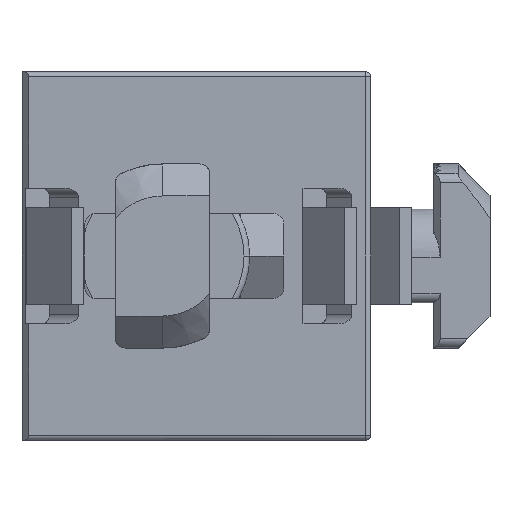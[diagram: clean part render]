
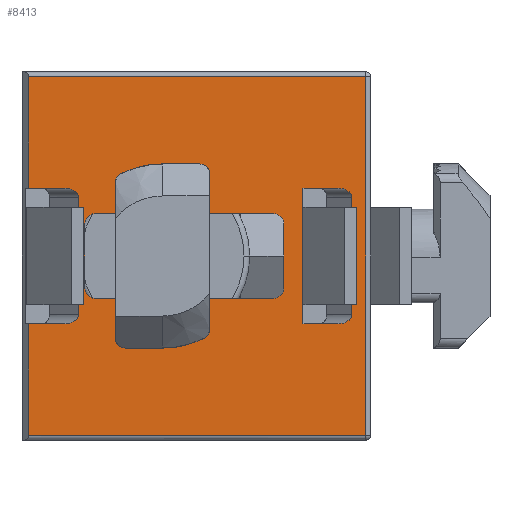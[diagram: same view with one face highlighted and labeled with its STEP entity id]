
A CAD part, front view. The second image highlights one B-rep face of the part: STEP entity #8413.
In plain terms, the highlighted planar face has unit normal (0, -1, 0).
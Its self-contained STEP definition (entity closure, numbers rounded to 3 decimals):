
#2114=DIRECTION('',(0.,0.,1.));
#2115=VECTOR('',#2114,11.5);
#2116=CARTESIAN_POINT('',(-35.3,0.,7.));
#2117=LINE('',#2116,#2115);
#2121=DIRECTION('',(0.,0.,1.));
#2122=VECTOR('',#2121,11.5);
#2123=CARTESIAN_POINT('',(-35.3,0.,-18.5));
#2124=LINE('',#2123,#2122);
#2138=DIRECTION('',(-1.,0.,0.));
#2139=VECTOR('',#2138,3.695);
#2140=CARTESIAN_POINT('',(-31.605,0.,-7.));
#2141=LINE('',#2140,#2139);
#2145=CARTESIAN_POINT('',(-30.138,0.,-6.));
#2146=CARTESIAN_POINT('',(-30.138,0.,-6.103));
#2147=CARTESIAN_POINT('',(-30.18,0.,-6.267));
#2148=CARTESIAN_POINT('',(-30.332,0.,-6.526));
#2149=CARTESIAN_POINT('',(-30.61,0.,-6.761));
#2150=CARTESIAN_POINT('',(-31.043,0.,-6.945));
#2151=CARTESIAN_POINT('',(-31.399,0.,-7.));
#2152=CARTESIAN_POINT('',(-31.605,0.,-7.));
#2157=DIRECTION('',(0.,0.,-1.));
#2158=VECTOR('',#2157,12.);
#2159=CARTESIAN_POINT('',(-30.138,0.,6.));
#2160=LINE('',#2159,#2158);
#2164=DIRECTION('',(0.,0.,-1.));
#2165=VECTOR('',#2164,12.);
#2166=CARTESIAN_POINT('',(-1.945,0.,6.));
#2167=LINE('',#2166,#2165);
#2171=DIRECTION('',(-1.,0.,0.));
#2172=VECTOR('',#2171,3.589);
#2173=CARTESIAN_POINT('',(-3.411,0.,-7.));
#2174=LINE('',#2173,#2172);
#2178=CARTESIAN_POINT('',(-1.945,0.,-6.));
#2179=CARTESIAN_POINT('',(-1.945,0.,-6.103));
#2180=CARTESIAN_POINT('',(-1.986,0.,-6.267));
#2181=CARTESIAN_POINT('',(-2.138,0.,-6.526));
#2182=CARTESIAN_POINT('',(-2.417,0.,-6.761));
#2183=CARTESIAN_POINT('',(-2.849,0.,-6.945));
#2184=CARTESIAN_POINT('',(-3.206,0.,-7.));
#2185=CARTESIAN_POINT('',(-3.411,0.,-7.));
#2190=DIRECTION('',(0.,0.,-1.));
#2191=VECTOR('',#2190,6.7);
#2192=CARTESIAN_POINT('',(-9.,0.,3.35));
#2193=LINE('',#2192,#2191);
#2197=CARTESIAN_POINT('',(-10.,0.,3.35));
#2198=DIRECTION('',(0.,1.,0.));
#2199=DIRECTION('',(0.,0.,1.));
#2200=AXIS2_PLACEMENT_3D('',#2197,#2198,#2199);
#2205=CARTESIAN_POINT('',(-28.5,0.,3.35));
#2206=DIRECTION('',(0.,1.,0.));
#2207=DIRECTION('',(-1.,0.,0.));
#2208=AXIS2_PLACEMENT_3D('',#2205,#2206,#2207);
#2213=CARTESIAN_POINT('',(-28.5,0.,-3.35));
#2214=DIRECTION('',(0.,1.,0.));
#2215=DIRECTION('',(0.,0.,-1.));
#2216=AXIS2_PLACEMENT_3D('',#2213,#2214,#2215);
#2221=DIRECTION('',(-1.,0.,0.));
#2222=VECTOR('',#2221,18.5);
#2223=CARTESIAN_POINT('',(-10.,0.,-4.35));
#2224=LINE('',#2223,#2222);
#2228=CARTESIAN_POINT('',(-10.,0.,-3.35));
#2229=DIRECTION('',(0.,1.,0.));
#2230=DIRECTION('',(1.,0.,0.));
#2231=AXIS2_PLACEMENT_3D('',#2228,#2229,#2230);
#2236=DIRECTION('',(0.,0.,-1.));
#2237=VECTOR('',#2236,37.);
#2238=CARTESIAN_POINT('',(-0.5,0.,18.5));
#2239=LINE('',#2238,#2237);
#2274=CARTESIAN_POINT('',(-35.3,0.,-18.5));
#2284=DIRECTION('',(-1.,0.,0.));
#2285=VECTOR('',#2284,34.8);
#2286=CARTESIAN_POINT('',(-0.5,0.,-18.5));
#2287=LINE('',#2286,#2285);
#2681=DIRECTION('',(1.,0.,0.));
#2682=VECTOR('',#2681,34.8);
#2683=CARTESIAN_POINT('',(-35.3,0.,18.5));
#2684=LINE('',#2683,#2682);
#3663=DIRECTION('',(-1.,0.,0.));
#3664=VECTOR('',#3663,3.695);
#3665=CARTESIAN_POINT('',(-31.605,0.,7.));
#3666=LINE('',#3665,#3664);
#3677=CARTESIAN_POINT('',(-30.138,0.,6.));
#3678=CARTESIAN_POINT('',(-30.138,0.,6.103));
#3679=CARTESIAN_POINT('',(-30.18,0.,6.267));
#3680=CARTESIAN_POINT('',(-30.332,0.,6.526));
#3681=CARTESIAN_POINT('',(-30.61,0.,6.761));
#3682=CARTESIAN_POINT('',(-31.043,0.,6.945));
#3683=CARTESIAN_POINT('',(-31.399,0.,7.));
#3684=CARTESIAN_POINT('',(-31.605,0.,7.));
#3823=DIRECTION('',(0.,0.,-1.));
#3824=VECTOR('',#3823,1.975);
#3825=CARTESIAN_POINT('',(-7.,0.,-5.025));
#3826=LINE('',#3825,#3824);
#3830=DIRECTION('',(0.,0.,-1.));
#3831=VECTOR('',#3830,1.975);
#3832=CARTESIAN_POINT('',(-7.,0.,7.));
#3833=LINE('',#3832,#3831);
#3897=DIRECTION('',(0.,0.,-1.));
#3898=VECTOR('',#3897,10.05);
#3899=CARTESIAN_POINT('',(-7.,0.,5.025));
#3900=LINE('',#3899,#3898);
#3960=DIRECTION('',(-1.,0.,0.));
#3961=VECTOR('',#3960,3.589);
#3962=CARTESIAN_POINT('',(-3.411,0.,7.));
#3963=LINE('',#3962,#3961);
#3974=CARTESIAN_POINT('',(-1.945,0.,6.));
#3975=CARTESIAN_POINT('',(-1.945,0.,6.103));
#3976=CARTESIAN_POINT('',(-1.986,0.,6.267));
#3977=CARTESIAN_POINT('',(-2.138,0.,6.526));
#3978=CARTESIAN_POINT('',(-2.417,0.,6.761));
#3979=CARTESIAN_POINT('',(-2.849,0.,6.945));
#3980=CARTESIAN_POINT('',(-3.206,0.,7.));
#3981=CARTESIAN_POINT('',(-3.411,0.,7.));
#4046=DIRECTION('',(0.,0.,-1.));
#4047=VECTOR('',#4046,6.7);
#4048=CARTESIAN_POINT('',(-29.5,0.,3.35));
#4049=LINE('',#4048,#4047);
#4067=DIRECTION('',(-1.,0.,0.));
#4068=VECTOR('',#4067,18.5);
#4069=CARTESIAN_POINT('',(-10.,0.,4.35));
#4070=LINE('',#4069,#4068);
#6402=CARTESIAN_POINT('',(-35.3,0.,7.));
#6403=CARTESIAN_POINT('',(-35.3,0.,18.5));
#6404=VERTEX_POINT('',#6402);
#6405=VERTEX_POINT('',#6403);
#6420=VERTEX_POINT('',#2274);
#6431=CARTESIAN_POINT('',(-35.3,0.,-7.));
#6432=VERTEX_POINT('',#6431);
#6437=CARTESIAN_POINT('',(-10.,0.,4.35));
#6439=VERTEX_POINT('',#6437);
#6445=CARTESIAN_POINT('',(-7.,0.,-5.025));
#6446=CARTESIAN_POINT('',(-7.,0.,-7.));
#6447=VERTEX_POINT('',#6445);
#6448=VERTEX_POINT('',#6446);
#6491=VERTEX_POINT('',#2145);
#6492=VERTEX_POINT('',#2152);
#6495=VERTEX_POINT('',#2178);
#6496=VERTEX_POINT('',#2185);
#6497=CARTESIAN_POINT('',(-29.5,0.,3.35));
#6498=CARTESIAN_POINT('',(-29.5,0.,-3.35));
#6499=VERTEX_POINT('',#6497);
#6500=VERTEX_POINT('',#6498);
#6501=CARTESIAN_POINT('',(-28.5,0.,4.35));
#6502=VERTEX_POINT('',#6501);
#6511=CARTESIAN_POINT('',(-3.411,0.,7.));
#6512=CARTESIAN_POINT('',(-7.,0.,7.));
#6513=VERTEX_POINT('',#6511);
#6514=VERTEX_POINT('',#6512);
#6515=CARTESIAN_POINT('',(-7.,0.,5.025));
#6516=VERTEX_POINT('',#6515);
#6520=CARTESIAN_POINT('',(-1.945,0.,6.));
#6521=VERTEX_POINT('',#6520);
#6526=CARTESIAN_POINT('',(-0.5,0.,18.5));
#6527=VERTEX_POINT('',#6526);
#6528=CARTESIAN_POINT('',(-9.,0.,3.35));
#6529=VERTEX_POINT('',#6528);
#6530=CARTESIAN_POINT('',(-31.605,0.,7.));
#6531=VERTEX_POINT('',#6530);
#6532=CARTESIAN_POINT('',(-9.,0.,-3.35));
#6533=CARTESIAN_POINT('',(-10.,0.,-4.35));
#6534=VERTEX_POINT('',#6532);
#6535=VERTEX_POINT('',#6533);
#6536=CARTESIAN_POINT('',(-28.5,0.,-4.35));
#6537=VERTEX_POINT('',#6536);
#6540=VERTEX_POINT('',#3677);
#6541=CARTESIAN_POINT('',(-0.5,0.,-18.5));
#6542=VERTEX_POINT('',#6541);
#8352=CARTESIAN_POINT('',(0.,0.,19.));
#8353=DIRECTION('',(0.,1.,0.));
#8354=DIRECTION('',(-1.,0.,0.));
#8355=AXIS2_PLACEMENT_3D('',#8352,#8353,#8354);
#8356=PLANE('',#8355);
#8358=ORIENTED_EDGE('',*,*,#8357,.T.);
#8360=ORIENTED_EDGE('',*,*,#8359,.T.);
#8361=ORIENTED_EDGE('',*,*,#8339,.T.);
#8363=ORIENTED_EDGE('',*,*,#8362,.F.);
#8365=ORIENTED_EDGE('',*,*,#8364,.F.);
#8367=ORIENTED_EDGE('',*,*,#8366,.F.);
#8369=ORIENTED_EDGE('',*,*,#8368,.T.);
#8371=ORIENTED_EDGE('',*,*,#8370,.T.);
#8372=ORIENTED_EDGE('',*,*,#8331,.T.);
#8374=ORIENTED_EDGE('',*,*,#8373,.T.);
#8375=EDGE_LOOP('',(#8358,#8360,#8361,#8363,#8365,#8367,#8369,#8371,#8372,
#8374));
#8376=FACE_OUTER_BOUND('',#8375,.F.);
#8378=ORIENTED_EDGE('',*,*,#8377,.F.);
#8380=ORIENTED_EDGE('',*,*,#8379,.T.);
#8382=ORIENTED_EDGE('',*,*,#8381,.T.);
#8384=ORIENTED_EDGE('',*,*,#8383,.T.);
#8386=ORIENTED_EDGE('',*,*,#8385,.T.);
#8388=ORIENTED_EDGE('',*,*,#8387,.T.);
#8390=ORIENTED_EDGE('',*,*,#8389,.F.);
#8392=ORIENTED_EDGE('',*,*,#8391,.F.);
#8393=EDGE_LOOP('',(#8378,#8380,#8382,#8384,#8386,#8388,#8390,#8392));
#8394=FACE_BOUND('',#8393,.F.);
#8396=ORIENTED_EDGE('',*,*,#8395,.F.);
#8398=ORIENTED_EDGE('',*,*,#8397,.F.);
#8400=ORIENTED_EDGE('',*,*,#8399,.T.);
#8402=ORIENTED_EDGE('',*,*,#8401,.F.);
#8404=ORIENTED_EDGE('',*,*,#8403,.T.);
#8406=ORIENTED_EDGE('',*,*,#8405,.F.);
#8408=ORIENTED_EDGE('',*,*,#8407,.F.);
#8410=ORIENTED_EDGE('',*,*,#8409,.F.);
#8411=EDGE_LOOP('',(#8396,#8398,#8400,#8402,#8404,#8406,#8408,#8410));
#8412=FACE_BOUND('',#8411,.F.);
#2153=B_SPLINE_CURVE_WITH_KNOTS('',3,(#2145,#2146,#2147,#2148,#2149,#2150,#2151,
#2152),.UNSPECIFIED.,.F.,.F.,(4,1,1,1,1,4),(0.,0.125,0.25,0.5,0.75,
1.),.UNSPECIFIED.);
#2186=B_SPLINE_CURVE_WITH_KNOTS('',3,(#2178,#2179,#2180,#2181,#2182,#2183,#2184,
#2185),.UNSPECIFIED.,.F.,.F.,(4,1,1,1,1,4),(0.,0.125,0.25,0.5,0.75,
1.),.UNSPECIFIED.);
#2201=CIRCLE('',#2200,1.);
#2209=CIRCLE('',#2208,1.);
#2217=CIRCLE('',#2216,1.);
#2232=CIRCLE('',#2231,1.);
#3685=B_SPLINE_CURVE_WITH_KNOTS('',3,(#3677,#3678,#3679,#3680,#3681,#3682,#3683,
#3684),.UNSPECIFIED.,.F.,.F.,(4,1,1,1,1,4),(0.,0.125,0.25,0.5,0.75,
1.),.UNSPECIFIED.);
#3982=B_SPLINE_CURVE_WITH_KNOTS('',3,(#3974,#3975,#3976,#3977,#3978,#3979,#3980,
#3981),.UNSPECIFIED.,.F.,.F.,(4,1,1,1,1,4),(0.,0.125,0.25,0.5,0.75,
1.),.UNSPECIFIED.);
#8331=EDGE_CURVE('',#6404,#6405,#2117,.T.);
#8339=EDGE_CURVE('',#6420,#6432,#2124,.T.);
#8357=EDGE_CURVE('',#6527,#6542,#2239,.T.);
#8359=EDGE_CURVE('',#6542,#6420,#2287,.T.);
#8362=EDGE_CURVE('',#6492,#6432,#2141,.T.);
#8364=EDGE_CURVE('',#6491,#6492,#2153,.T.);
#8366=EDGE_CURVE('',#6540,#6491,#2160,.T.);
#8368=EDGE_CURVE('',#6540,#6531,#3685,.T.);
#8370=EDGE_CURVE('',#6531,#6404,#3666,.T.);
#8373=EDGE_CURVE('',#6405,#6527,#2684,.T.);
#8377=EDGE_CURVE('',#6521,#6495,#2167,.T.);
#8379=EDGE_CURVE('',#6521,#6513,#3982,.T.);
#8381=EDGE_CURVE('',#6513,#6514,#3963,.T.);
#8383=EDGE_CURVE('',#6514,#6516,#3833,.T.);
#8385=EDGE_CURVE('',#6516,#6447,#3900,.T.);
#8387=EDGE_CURVE('',#6447,#6448,#3826,.T.);
#8389=EDGE_CURVE('',#6496,#6448,#2174,.T.);
#8391=EDGE_CURVE('',#6495,#6496,#2186,.T.);
#8395=EDGE_CURVE('',#6529,#6534,#2193,.T.);
#8397=EDGE_CURVE('',#6439,#6529,#2201,.T.);
#8399=EDGE_CURVE('',#6439,#6502,#4070,.T.);
#8401=EDGE_CURVE('',#6499,#6502,#2209,.T.);
#8403=EDGE_CURVE('',#6499,#6500,#4049,.T.);
#8405=EDGE_CURVE('',#6537,#6500,#2217,.T.);
#8407=EDGE_CURVE('',#6535,#6537,#2224,.T.);
#8409=EDGE_CURVE('',#6534,#6535,#2232,.T.);
#8413=ADVANCED_FACE('',(#8376,#8394,#8412),#8356,.F.);
